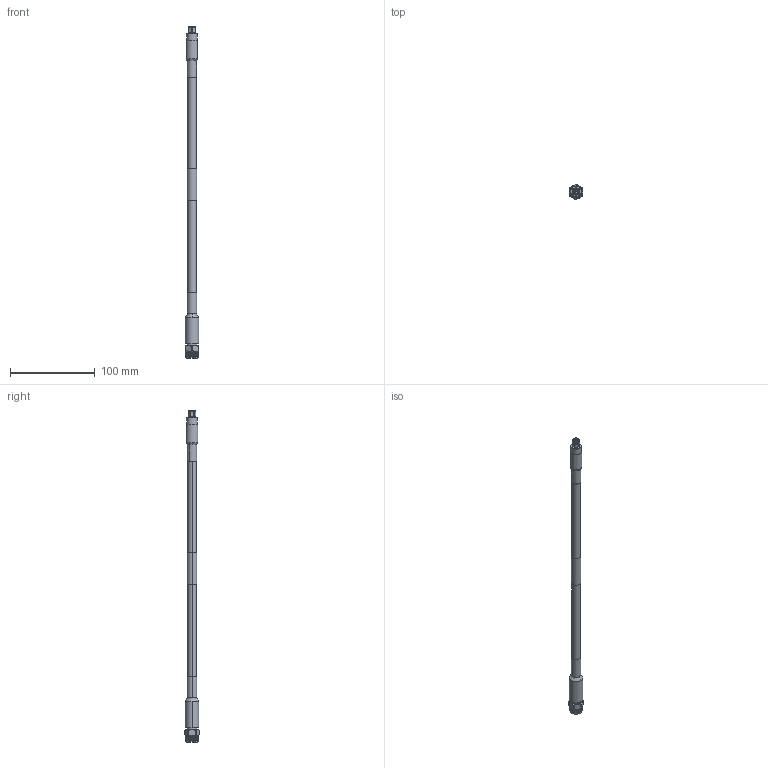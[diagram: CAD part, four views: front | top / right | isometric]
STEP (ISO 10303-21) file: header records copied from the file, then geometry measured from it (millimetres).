
FILE_DESCRIPTION (( 'STEP AP214' ), '1' );
FILE_NAME ('LCCA30293.step', '2020-03-19T19:32:15', ( '' ), ( '' ), 'SwSTEP 2.0', 'SolidWorks 2018', '' );
FILE_SCHEMA (( 'AUTOMOTIVE_DESIGN' ));
Length unit declared in the file: inch
Products named in the file (5): Label^LCCA30293; Copy of TC-400-TM-X^LCCA30293_Heat Shrink; Copy of Coax Cable^LCCA30293_LMR-400; Copy (2) of TC-400-SM-X^LCCA30293_HeatShrink; LCCA30293
Assembly tree (4 placements, depth 2):
  LCCA30293
    Copy of Coax Cable^LCCA30293_LMR-400
    Label^LCCA30293
    Copy (2) of TC-400-SM-X^LCCA30293_HeatShrink
    Copy of TC-400-TM-X^LCCA30293_Heat Shrink
Bounding box: 16.04 x 17.52 x 392.08 mm (x, y, z)
Volume: 43771.9 mm3; surface area: 17573.5 mm2
Topology: 5 solids, 5 shells, 3218 faces, 6837 edges, 3642 vertices
Faces by surface type: bspline 2412, cylinder 704, plane 60, cone 40, torus 2
Entity records: 124436 total; most frequent: CARTESIAN_POINT 82203, ORIENTED_EDGE 13674, EDGE_CURVE 6837, VERTEX_POINT 3642, EDGE_LOOP 3231, ADVANCED_FACE 3218, FACE_OUTER_BOUND 3218, B_SPLINE_CURVE_WITH_KNOTS 2712
